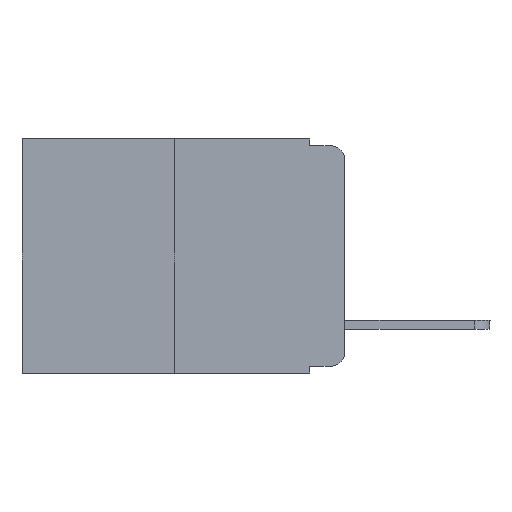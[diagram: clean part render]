
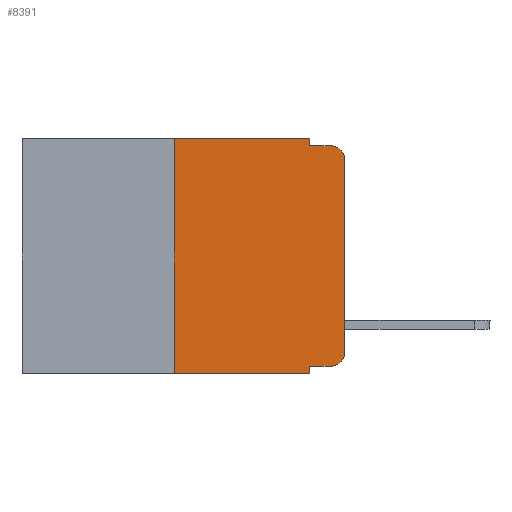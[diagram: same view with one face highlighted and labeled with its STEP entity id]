
A CAD part, left-side view. The second image highlights one B-rep face of the part: STEP entity #8391.
In plain terms, the highlighted planar face has unit normal (-1, 0, 0).
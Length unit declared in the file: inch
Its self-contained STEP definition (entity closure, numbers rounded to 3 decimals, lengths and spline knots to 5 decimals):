
#296 = LINE ( 'NONE', #1891, #13204 ) ;
#333 = CARTESIAN_POINT ( 'NONE',  ( 0., 0.02, -0.333 ) ) ;
#966 = EDGE_CURVE ( 'NONE', #9276, #22966, #296, .T. ) ;
#1134 = LINE ( 'NONE', #10691, #23363 ) ;
#1891 = CARTESIAN_POINT ( 'NONE',  ( 0., 0.473, -0.343 ) ) ;
#2047 = EDGE_CURVE ( 'NONE', #2633, #13048, #1134, .T. ) ;
#2131 = CARTESIAN_POINT ( 'NONE',  ( 0., 0.473, 0. ) ) ;
#2164 = ORIENTED_EDGE ( 'NONE', *, *, #14062, .T. ) ;
#2455 = CARTESIAN_POINT ( 'NONE',  ( 0., 0., -0.313 ) ) ;
#2633 = VERTEX_POINT ( 'NONE', #6916 ) ;
#2870 = EDGE_CURVE ( 'NONE', #4228, #3496, #18893, .T. ) ;
#2914 = DIRECTION ( 'NONE',  ( 0., 0., 1. ) ) ;
#3036 = CARTESIAN_POINT ( 'NONE',  ( 0., 0., 0. ) ) ;
#3220 = DIRECTION ( 'NONE',  ( 0., 0., -1. ) ) ;
#3354 = VERTEX_POINT ( 'NONE', #6010 ) ;
#3394 = VERTEX_POINT ( 'NONE', #2455 ) ;
#3496 = VERTEX_POINT ( 'NONE', #6500 ) ;
#3780 = VECTOR ( 'NONE', #3220, 39.37008 ) ;
#4131 = FACE_OUTER_BOUND ( 'NONE', #22309, .T. ) ;
#4192 = DIRECTION ( 'NONE',  ( 0., -1., 0. ) ) ;
#4228 = VERTEX_POINT ( 'NONE', #15705 ) ;
#4283 = EDGE_CURVE ( 'NONE', #10792, #13048, #22589, .T. ) ;
#4479 = EDGE_CURVE ( 'NONE', #3354, #22966, #20108, .T. ) ;
#4554 = DIRECTION ( 'NONE',  ( 0., 0., -1. ) ) ;
#4750 = DIRECTION ( 'NONE',  ( 0., 0., 1. ) ) ;
#4860 = VECTOR ( 'NONE', #4750, 39.37008 ) ;
#5045 = CARTESIAN_POINT ( 'NONE',  ( 0., 0.25, -0.343 ) ) ;
#5823 = CARTESIAN_POINT ( 'NONE',  ( 0., 0.02, -0.01 ) ) ;
#6010 = CARTESIAN_POINT ( 'NONE',  ( 0., 0.051, -0.333 ) ) ;
#6500 = CARTESIAN_POINT ( 'NONE',  ( 0., 0.051, 0. ) ) ;
#6771 = DIRECTION ( 'NONE',  ( 0., -1., 0. ) ) ;
#6806 = ORIENTED_EDGE ( 'NONE', *, *, #966, .T. ) ;
#6887 = ORIENTED_EDGE ( 'NONE', *, *, #2870, .F. ) ;
#6911 = ORIENTED_EDGE ( 'NONE', *, *, #19432, .T. ) ;
#6916 = CARTESIAN_POINT ( 'NONE',  ( 0., 0.051, -0.01 ) ) ;
#6965 = VECTOR ( 'NONE', #17467, 39.37008 ) ;
#7944 = ORIENTED_EDGE ( 'NONE', *, *, #2047, .F. ) ;
#7988 = VECTOR ( 'NONE', #2914, 39.37008 ) ;
#8074 = LINE ( 'NONE', #21299, #6965 ) ;
#8391 = ADVANCED_FACE ( 'NONE', ( #4131 ), #21163, .F. ) ;
#8721 = ORIENTED_EDGE ( 'NONE', *, *, #18450, .T. ) ;
#9276 = VERTEX_POINT ( 'NONE', #5045 ) ;
#9568 = CARTESIAN_POINT ( 'NONE',  ( 0., 0.051, -0.343 ) ) ;
#9665 = CARTESIAN_POINT ( 'NONE',  ( 0., 0.473, 0. ) ) ;
#10620 = ORIENTED_EDGE ( 'NONE', *, *, #4283, .T. ) ;
#10691 = CARTESIAN_POINT ( 'NONE',  ( 0., 0.051, -0.01 ) ) ;
#10792 = VERTEX_POINT ( 'NONE', #12858 ) ;
#11167 = CIRCLE ( 'NONE', #19347, 0.02 ) ;
#11465 = VECTOR ( 'NONE', #19567, 39.37008 ) ;
#11693 = ORIENTED_EDGE ( 'NONE', *, *, #16576, .F. ) ;
#12858 = CARTESIAN_POINT ( 'NONE',  ( 0., 0., -0.03 ) ) ;
#13048 = VERTEX_POINT ( 'NONE', #5823 ) ;
#13204 = VECTOR ( 'NONE', #15005, 39.37008 ) ;
#13326 = AXIS2_PLACEMENT_3D ( 'NONE', #9665, #17098, #23022 ) ;
#14062 = EDGE_CURVE ( 'NONE', #3354, #23326, #19810, .T. ) ;
#14546 = CARTESIAN_POINT ( 'NONE',  ( 0., 0.051, -0.333 ) ) ;
#15005 = DIRECTION ( 'NONE',  ( 0., -1., 0. ) ) ;
#15588 = DIRECTION ( 'NONE',  ( -1., 0., 0. ) ) ;
#15705 = CARTESIAN_POINT ( 'NONE',  ( 0., 0.25, 0. ) ) ;
#16576 = EDGE_CURVE ( 'NONE', #9276, #4228, #19420, .T. ) ;
#17098 = DIRECTION ( 'NONE',  ( 1., 0., 0. ) ) ;
#17411 = CARTESIAN_POINT ( 'NONE',  ( 0., 0.02, -0.313 ) ) ;
#17467 = DIRECTION ( 'NONE',  ( 0., 0., -1. ) ) ;
#17579 = CARTESIAN_POINT ( 'NONE',  ( 0., 0.25, 0. ) ) ;
#18450 = EDGE_CURVE ( 'NONE', #3394, #10792, #20604, .T. ) ;
#18893 = LINE ( 'NONE', #2131, #23182 ) ;
#19347 = AXIS2_PLACEMENT_3D ( 'NONE', #17411, #15588, #4554 ) ;
#19420 = LINE ( 'NONE', #17579, #7988 ) ;
#19432 = EDGE_CURVE ( 'NONE', #23326, #3394, #11167, .T. ) ;
#19567 = DIRECTION ( 'NONE',  ( 0., -1., 0. ) ) ;
#19810 = LINE ( 'NONE', #14546, #11465 ) ;
#19858 = DIRECTION ( 'NONE',  ( -1., 0., 0. ) ) ;
#19990 = CARTESIAN_POINT ( 'NONE',  ( 0., 0.051, 0. ) ) ;
#20108 = LINE ( 'NONE', #19990, #3780 ) ;
#20604 = LINE ( 'NONE', #3036, #4860 ) ;
#20992 = AXIS2_PLACEMENT_3D ( 'NONE', #23329, #19858, #23459 ) ;
#21163 = PLANE ( 'NONE',  #13326 ) ;
#21190 = ORIENTED_EDGE ( 'NONE', *, *, #4479, .F. ) ;
#21299 = CARTESIAN_POINT ( 'NONE',  ( 0., 0.051, 0. ) ) ;
#22309 = EDGE_LOOP ( 'NONE', ( #8721, #10620, #7944, #24013, #6887, #11693, #6806, #21190, #2164, #6911 ) ) ;
#22589 = CIRCLE ( 'NONE', #20992, 0.02 ) ;
#22966 = VERTEX_POINT ( 'NONE', #9568 ) ;
#23022 = DIRECTION ( 'NONE',  ( 0., 0., -1. ) ) ;
#23027 = EDGE_CURVE ( 'NONE', #3496, #2633, #8074, .T. ) ;
#23182 = VECTOR ( 'NONE', #4192, 39.37008 ) ;
#23326 = VERTEX_POINT ( 'NONE', #333 ) ;
#23329 = CARTESIAN_POINT ( 'NONE',  ( 0., 0.02, -0.03 ) ) ;
#23363 = VECTOR ( 'NONE', #6771, 39.37008 ) ;
#23459 = DIRECTION ( 'NONE',  ( 0., 0., -1. ) ) ;
#24013 = ORIENTED_EDGE ( 'NONE', *, *, #23027, .F. ) ;
